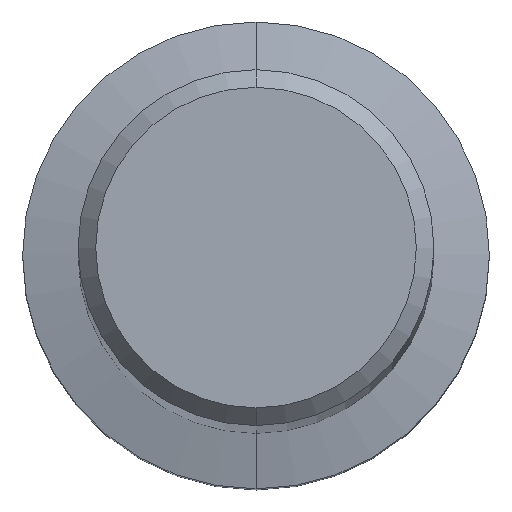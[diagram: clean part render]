
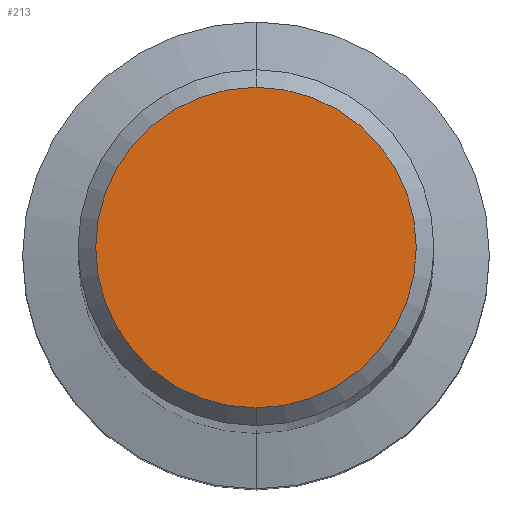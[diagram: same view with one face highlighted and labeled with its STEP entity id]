
A CAD part, top view. The second image highlights one B-rep face of the part: STEP entity #213.
In plain terms, the highlighted planar face has unit normal (0, 0, 1).
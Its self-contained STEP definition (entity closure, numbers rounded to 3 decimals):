
#125=EDGE_CURVE('',#269,#179,#324,.T.);
#179=VERTEX_POINT('',#388);
#201=EDGE_CURVE('',#179,#269,#411,.T.);
#213=ADVANCED_FACE('',(#424),#425,.T.);
#269=VERTEX_POINT('',#489);
#324=CIRCLE('',#539,5.45);
#388=CARTESIAN_POINT('',(0.0,5.45,0.0));
#411=CIRCLE('',#650,5.45);
#424=FACE_OUTER_BOUND('',#666,.T.);
#425=PLANE('',#667);
#489=CARTESIAN_POINT('',(0.,-5.45,0.0));
#539=AXIS2_PLACEMENT_3D('',#800,#801,#802);
#650=AXIS2_PLACEMENT_3D('',#911,#912,#913);
#666=EDGE_LOOP('',(#932,#933));
#667=AXIS2_PLACEMENT_3D('',#934,#935,#936);
#800=CARTESIAN_POINT('',(0.0,0.0,0.0));
#801=DIRECTION('',(0.0,0.0,-1.0));
#802=DIRECTION('',(0.0,1.0,0.0));
#911=CARTESIAN_POINT('',(0.0,0.0,0.0));
#912=DIRECTION('',(0.0,0.0,-1.0));
#913=DIRECTION('',(0.0,1.0,0.0));
#932=ORIENTED_EDGE('',*,*,#201,.F.);
#933=ORIENTED_EDGE('',*,*,#125,.F.);
#934=CARTESIAN_POINT('',(0.0,2.725,0.0));
#935=DIRECTION('',(-0.0,0.0,1.0));
#936=DIRECTION('',(0.0,-1.0,0.0));
